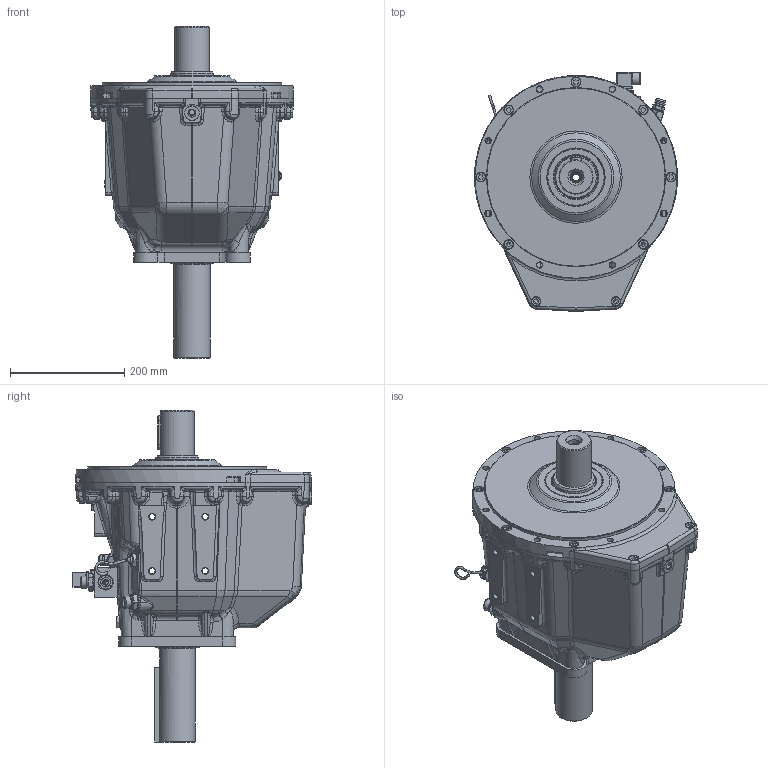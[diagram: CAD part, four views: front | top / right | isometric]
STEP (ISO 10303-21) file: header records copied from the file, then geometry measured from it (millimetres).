
FILE_DESCRIPTION (( 'STEP AP214' ), '1' );
FILE_NAME ('ITIP120ET00102.STEP', '2017-10-06T09:33:31', ( 'utente' ), ( 'Hewlett-Packard Company' ), 'SwSTEP 2.0', 'SolidWorks 2015', '' );
FILE_SCHEMA (( 'AUTOMOTIVE_DESIGN' ));
Length unit declared in the file: millimetre
Products named in the file (1): ITIP120ET00102
Bounding box: 355.96 x 419.35 x 581.9 mm (x, y, z)
Surface area: 809776.6 mm2 (no closed solid volume)
Topology: 0 solids, 95 shells, 1673 faces, 4875 edges, 3221 vertices
Faces by surface type: plane 506, bspline 482, cylinder 388, torus 123, cone 103, sphere 71
Full cylindrical faces by diameter (mm): 2 x1, 4 x3, 6.8 x2, 10 x4, 10.2 x8, 10.5 x1, 11 x12, 12 x3, 14.5 x1, 15 x2, 16 x2, 17 x9, 17.5 x1, 18.3 x1, 18.539 x1, 19.5 x1, 19.6 x1, 20 x2, 20.955 x2, 21 x3, 21.8 x1, 22 x5, 23 x2, 23.8 x1, 23.85 x1, 25.946 x1, 26 x4, 26.177 x4, 27 x4, 32 x1
Entity records: 93184 total; most frequent: CARTESIAN_POINT 35906, ORIENTED_EDGE 8051, DIRECTION 7160, EDGE_CURVE 4633, VERTEX_POINT 3181, AXIS2_PLACEMENT_3D 2784, EDGE_LOOP 2064, FACE_OUTER_BOUND 1790
